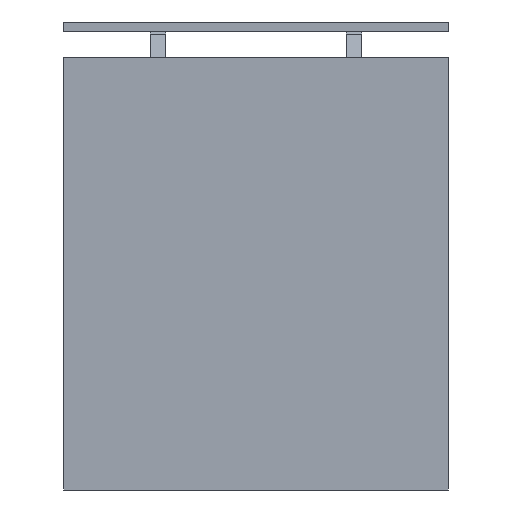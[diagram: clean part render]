
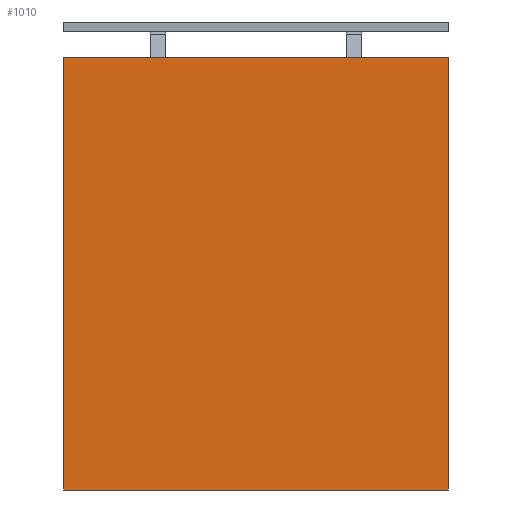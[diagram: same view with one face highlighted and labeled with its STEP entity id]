
A CAD part, left-side view. The second image highlights one B-rep face of the part: STEP entity #1010.
In plain terms, the highlighted planar face has unit normal (-1, 0, 0).
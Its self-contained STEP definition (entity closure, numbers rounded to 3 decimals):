
#1010=ADVANCED_FACE($,(#1500),#6674,.T.);
#1500=FACE_OUTER_BOUND($,#2038,.T.);
#2038=EDGE_LOOP($,(#3960,#3961,#3962,#3963));
#3960=ORIENTED_EDGE($,*,*,#5448,.F.);
#3961=ORIENTED_EDGE($,*,*,#5447,.F.);
#3962=ORIENTED_EDGE($,*,*,#5446,.T.);
#3963=ORIENTED_EDGE($,*,*,#5441,.T.);
#5441=EDGE_CURVE($,#6321,#6322,#7447,.T.);
#5446=EDGE_CURVE($,#6325,#6321,#7452,.T.);
#5447=EDGE_CURVE($,#6325,#6326,#7453,.T.);
#5448=EDGE_CURVE($,#6326,#6322,#7454,.T.);
#6321=VERTEX_POINT($,#14095);
#6322=VERTEX_POINT($,#14096);
#6325=VERTEX_POINT($,#14099);
#6326=VERTEX_POINT($,#14100);
#6674=PLANE($,#7936);
#7447=B_SPLINE_CURVE_WITH_KNOTS($,1,(#14066,#14067),.UNSPECIFIED.,.F.,.F.,
(2,2),(0.,675.),.UNSPECIFIED.);
#7452=B_SPLINE_CURVE_WITH_KNOTS($,1,(#14076,#14077),.UNSPECIFIED.,.F.,.F.,
(2,2),(-800.,0.),.UNSPECIFIED.);
#7453=B_SPLINE_CURVE_WITH_KNOTS($,1,(#14078,#14079),.UNSPECIFIED.,.F.,.F.,
(2,2),(0.,675.),.UNSPECIFIED.);
#7454=B_SPLINE_CURVE_WITH_KNOTS($,1,(#14080,#14081),.UNSPECIFIED.,.F.,.F.,
(2,2),(-800.,0.),.UNSPECIFIED.);
#7936=AXIS2_PLACEMENT_3D($,#14090,#8149,$);
#8149=DIRECTION($,(-1.,0.,0.));
#14066=CARTESIAN_POINT($,(0.,600.,675.));
#14067=CARTESIAN_POINT($,(0.,600.,0.));
#14076=CARTESIAN_POINT($,(0.,0.,675.));
#14077=CARTESIAN_POINT($,(0.,600.,675.));
#14078=CARTESIAN_POINT($,(0.,0.,675.));
#14079=CARTESIAN_POINT($,(0.,0.,0.));
#14080=CARTESIAN_POINT($,(0.,0.,0.));
#14081=CARTESIAN_POINT($,(0.,600.,0.));
#14090=CARTESIAN_POINT($,(0.,600.,0.));
#14095=CARTESIAN_POINT($,(0.,600.,675.));
#14096=CARTESIAN_POINT($,(0.,600.,0.));
#14099=CARTESIAN_POINT($,(0.,0.,675.));
#14100=CARTESIAN_POINT($,(0.,0.,0.));
